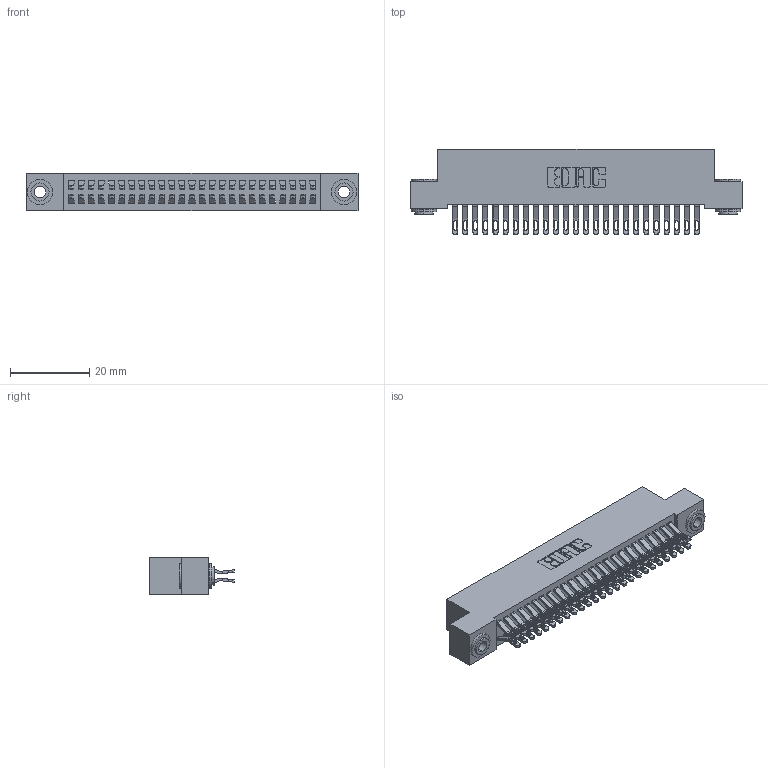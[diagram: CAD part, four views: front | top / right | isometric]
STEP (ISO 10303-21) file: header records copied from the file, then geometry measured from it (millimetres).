
FILE_DESCRIPTION (( 'STEP AP203' ), '1' );
FILE_NAME ('342-050-555-203.STEP', '2019-10-02T23:56:24', ( '' ), ( '' ), 'SwSTEP 2.0', 'SolidWorks 2016', '' );
FILE_SCHEMA (( 'CONFIG_CONTROL_DESIGN' ));
Length unit declared in the file: inch
Products named in the file (4): 342 Part_.156 TH; 345-292-001_555 Tail; 342-250-002_345-250-002-102; 342-050-555-203
Assembly tree (53 placements, depth 2):
  342-050-555-203
    342 Part_.156 TH
    345-292-001_555 Tail  x50
    342-250-002_345-250-002-102  x2
Bounding box: 83.82 x 21.47 x 9.4 mm (x, y, z)
Volume: 7612.5 mm3; surface area: 12670.2 mm2
Topology: 53 solids, 53 shells, 3048 faces, 9525 edges, 6346 vertices
Faces by surface type: plane 1776, cylinder 1264, cone 8
Entity records: 19126 total; most frequent: CARTESIAN_POINT 3199, ORIENTED_EDGE 3098, DIRECTION 2767, EDGE_CURVE 1549, LINE 1377, VECTOR 1377, VERTEX_POINT 1030, AXIS2_PLACEMENT_3D 695
